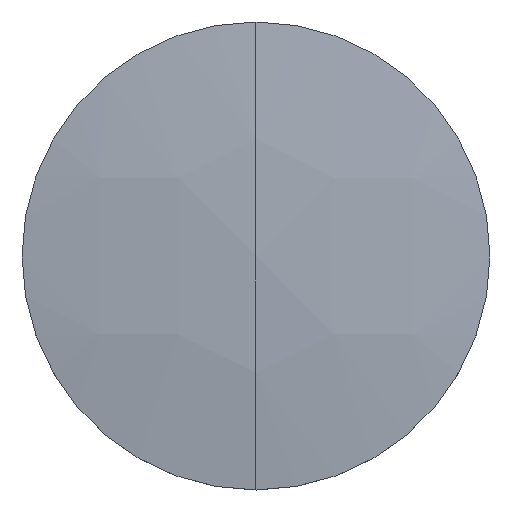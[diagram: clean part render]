
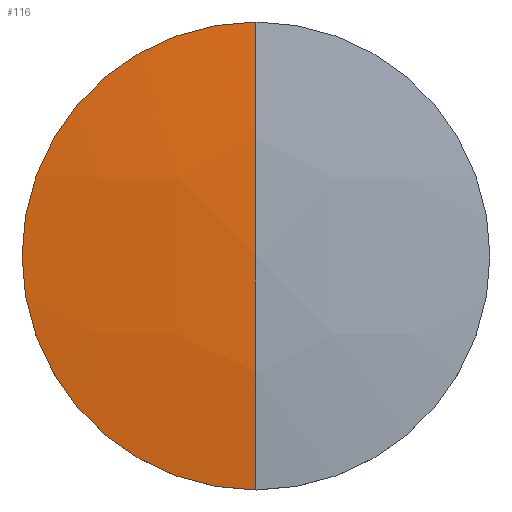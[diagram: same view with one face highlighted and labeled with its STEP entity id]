
A CAD part, top view. The second image highlights one B-rep face of the part: STEP entity #116.
In plain terms, the highlighted free-form (B-spline) face has degree [3, 3] with [4, 4] control points.
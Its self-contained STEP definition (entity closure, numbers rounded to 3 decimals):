
#2 = ORIENTED_EDGE ( 'NONE', *, *, #212, .F. ) ;
#7 = CARTESIAN_POINT ( 'NONE',  ( -12.85, 6.466, 5.006 ) ) ;
#9 = CARTESIAN_POINT ( 'NONE',  ( 0., -19.277, 3.685 ) ) ;
#31 = CARTESIAN_POINT ( 'NONE',  ( -6.353, 19.277, 3.685 ) ) ;
#36 = ORIENTED_EDGE ( 'NONE', *, *, #209, .F. ) ;
#53 = EDGE_CURVE ( 'NONE', #283, #234, #222, .T. ) ;
#75 = DIRECTION ( 'NONE',  ( 0., 0., -1. ) ) ;
#78 = VERTEX_POINT ( 'NONE', #281 ) ;
#82 = AXIS2_PLACEMENT_3D ( 'NONE', #191, #133, #136 ) ;
#84 = AXIS2_PLACEMENT_3D ( 'NONE', #190, #75, #100 ) ;
#86 = CARTESIAN_POINT ( 'NONE',  ( -19.223, 6.466, 4.138 ) ) ;
#94 = CARTESIAN_POINT ( 'NONE',  ( -12.691, -19.277, 3.256 ) ) ;
#100 = DIRECTION ( 'NONE',  ( 1., 0., 0. ) ) ;
#113 = CARTESIAN_POINT ( 'NONE',  ( 0., 19.277, 3.685 ) ) ;
#116 = ADVANCED_FACE ( 'NONE', ( #266 ), #169, .T. ) ;
#120 = CARTESIAN_POINT ( 'NONE',  ( 0., 19.05, 3.716 ) ) ;
#131 = CARTESIAN_POINT ( 'NONE',  ( -12.691, 19.277, 3.256 ) ) ;
#133 = DIRECTION ( 'NONE',  ( 0., 0., -1. ) ) ;
#136 = DIRECTION ( 'NONE',  ( 1., 0., 0. ) ) ;
#138 = AXIS2_PLACEMENT_3D ( 'NONE', #214, #148, #177 ) ;
#148 = DIRECTION ( 'NONE',  ( -1., 0., 0. ) ) ;
#151 = CIRCLE ( 'NONE', #84, 19.05 ) ;
#154 = CARTESIAN_POINT ( 'NONE',  ( -18.986, -19.277, 2.398 ) ) ;
#169 =( BOUNDED_SURFACE ( )  B_SPLINE_SURFACE ( 3, 3, ( 
 ( #9, #185, #94, #154 ),
 ( #180, #246, #221, #265 ),
 ( #244, #200, #7, #86 ),
 ( #113, #31, #131, #264 ) ),
 .UNSPECIFIED., .F., .F., .T. ) 
 B_SPLINE_SURFACE_WITH_KNOTS ( ( 4, 4 ),
 ( 4, 4 ),
 ( 0., 1. ),
 ( 0., 1. ),
 .UNSPECIFIED. ) 
 GEOMETRIC_REPRESENTATION_ITEM ( )  RATIONAL_B_SPLINE_SURFACE ( (
 ( 1., 0.998, 0.998, 1.),
 ( 0.994, 0.992, 0.992, 0.994),
 ( 0.994, 0.992, 0.992, 0.994),
 ( 1., 0.998, 0.998, 1.) ) ) 
 REPRESENTATION_ITEM ( '' )  SURFACE ( )  );
#177 = DIRECTION ( 'NONE',  ( 0., -1., 0. ) ) ;
#180 = CARTESIAN_POINT ( 'NONE',  ( 0., -6.466, 5.441 ) ) ;
#185 = CARTESIAN_POINT ( 'NONE',  ( -6.353, -19.277, 3.685 ) ) ;
#190 = CARTESIAN_POINT ( 'NONE',  ( 0., 0., 3.716 ) ) ;
#191 = CARTESIAN_POINT ( 'NONE',  ( 0., 0., 3.716 ) ) ;
#200 = CARTESIAN_POINT ( 'NONE',  ( -6.432, 6.466, 5.441 ) ) ;
#209 = EDGE_CURVE ( 'NONE', #283, #78, #210, .T. ) ;
#210 = CIRCLE ( 'NONE', #82, 19.05 ) ;
#212 = EDGE_CURVE ( 'NONE', #78, #234, #151, .T. ) ;
#214 = CARTESIAN_POINT ( 'NONE',  ( 0., 0., -137. ) ) ;
#221 = CARTESIAN_POINT ( 'NONE',  ( -12.85, -6.466, 5.006 ) ) ;
#222 = CIRCLE ( 'NONE', #138, 142. ) ;
#234 = VERTEX_POINT ( 'NONE', #120 ) ;
#244 = CARTESIAN_POINT ( 'NONE',  ( 0., 6.466, 5.441 ) ) ;
#246 = CARTESIAN_POINT ( 'NONE',  ( -6.432, -6.466, 5.441 ) ) ;
#251 = EDGE_LOOP ( 'NONE', ( #36, #257, #2 ) ) ;
#257 = ORIENTED_EDGE ( 'NONE', *, *, #53, .T. ) ;
#264 = CARTESIAN_POINT ( 'NONE',  ( -18.986, 19.277, 2.398 ) ) ;
#265 = CARTESIAN_POINT ( 'NONE',  ( -19.223, -6.466, 4.138 ) ) ;
#266 = FACE_OUTER_BOUND ( 'NONE', #251, .T. ) ;
#267 = CARTESIAN_POINT ( 'NONE',  ( 0., -19.05, 3.716 ) ) ;
#281 = CARTESIAN_POINT ( 'NONE',  ( -19.05, 0., 3.716 ) ) ;
#283 = VERTEX_POINT ( 'NONE', #267 ) ;
